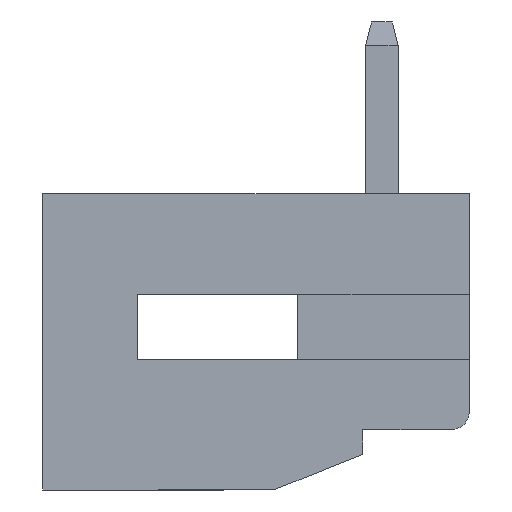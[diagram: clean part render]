
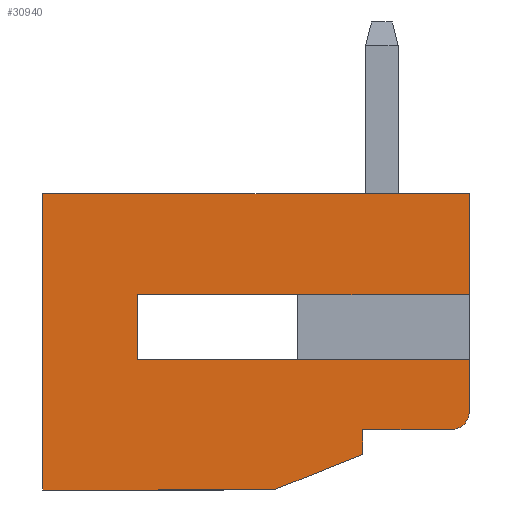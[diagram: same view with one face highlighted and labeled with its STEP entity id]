
A CAD part, left-side view. The second image highlights one B-rep face of the part: STEP entity #30940.
In plain terms, the highlighted planar face has unit normal (-1, 0, 0).
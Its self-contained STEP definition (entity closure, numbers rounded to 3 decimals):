
#1000=CARTESIAN_POINT('',(2.653,1.903,2.5));
#1010=VERTEX_POINT('',#1000);
#1040=CARTESIAN_POINT('',(2.653,1.903,0.));
#1050=DIRECTION('',(0.,0.,-1.));
#1060=VECTOR('',#1050,1.);
#1070=LINE('',#1040,#1060);
#1080=CARTESIAN_POINT('',(2.653,1.903,3.6));
#1090=VERTEX_POINT('',#1080);
#1100=EDGE_CURVE('',#1090,#1010,#1070,.T.);
#17770=CARTESIAN_POINT('',(2.653,-0.397,0.3
));
#17780=VERTEX_POINT('',#17770);
#17810=CARTESIAN_POINT('',(2.653,0.,0.141));
#17820=DIRECTION('',(0.,-0.928,0.371));
#17830=VECTOR('',#17820,1.);
#17840=LINE('',#17810,#17830);
#17850=CARTESIAN_POINT('',(2.653,-1.897,0.9));
#17860=VERTEX_POINT('',#17850);
#17870=EDGE_CURVE('',#17780,#17860,#17840,.T.);
#20260=CARTESIAN_POINT('',(2.653,3.503,0.3));
#20270=VERTEX_POINT('',#20260);
#20300=CARTESIAN_POINT('',(2.653,0.,0.3));
#20310=DIRECTION('',(0.,-1.,0.));
#20320=VECTOR('',#20310,1.);
#20330=LINE('',#20300,#20320);
#20340=EDGE_CURVE('',#20270,#17780,#20330,.T.);
#21760=CARTESIAN_POINT('',(2.653,0.,1.32));
#21770=DIRECTION('',(0.,1.,0.));
#21780=VECTOR('',#21770,1.);
#21790=LINE('',#21760,#21780);
#21800=CARTESIAN_POINT('',(2.653,-3.397,1.32));
#21810=VERTEX_POINT('',#21800);
#21820=CARTESIAN_POINT('',(2.653,-1.897,1.32));
#21830=VERTEX_POINT('',#21820);
#21840=EDGE_CURVE('',#21810,#21830,#21790,.T.);
#24040=CARTESIAN_POINT('',(2.653,-3.697,0.));
#24050=DIRECTION('',(0.,0.,1.));
#24060=VECTOR('',#24050,1.);
#24070=LINE('',#24040,#24060);
#24080=CARTESIAN_POINT('',(2.653,-3.697,3.6));
#24090=VERTEX_POINT('',#24080);
#24100=CARTESIAN_POINT('',(2.653,-3.697,5.3));
#24110=VERTEX_POINT('',#24100);
#24120=EDGE_CURVE('',#24090,#24110,#24070,.T.);
#24340=CARTESIAN_POINT('',(2.653,-3.697,1.62));
#24350=VERTEX_POINT('',#24340);
#24380=CARTESIAN_POINT('',(2.653,-3.697,2.5));
#24390=VERTEX_POINT('',#24380);
#24400=EDGE_CURVE('',#24350,#24390,#24070,.T.);
#28710=CARTESIAN_POINT('',(2.653,0.,2.5));
#28720=DIRECTION('',(0.,1.,0.));
#28730=VECTOR('',#28720,1.);
#28740=LINE('',#28710,#28730);
#28750=EDGE_CURVE('',#24390,#1010,#28740,.T.);
#30420=CARTESIAN_POINT('',(2.653,-3.397,1.62));
#30430=DIRECTION('',(-1.,0.,0.));
#30440=DIRECTION('',(0.,1.,0.));
#30450=AXIS2_PLACEMENT_3D('',#30420,#30430,#30440);
#30460=CIRCLE('',#30450,0.3);
#30470=EDGE_CURVE('',#21810,#24350,#30460,.T.);
#30530=CARTESIAN_POINT('',(2.653,-3.697,-0.2));
#30540=DIRECTION('',(-1.,0.,0.));
#30550=DIRECTION('',(0.,1.,0.));
#30560=AXIS2_PLACEMENT_3D('',#30530,#30540,#30550);
#30570=PLANE('',#30560);
#30580=CARTESIAN_POINT('',(2.653,0.,5.3));
#30590=DIRECTION('',(0.,-1.,0.));
#30600=VECTOR('',#30590,1.);
#30610=LINE('',#30580,#30600);
#30620=CARTESIAN_POINT('',(2.653,3.503,5.3));
#30630=VERTEX_POINT('',#30620);
#30640=EDGE_CURVE('',#30630,#24110,#30610,.T.);
#30650=ORIENTED_EDGE('',*,*,#30640,.F.);
#30660=ORIENTED_EDGE('',*,*,#24120,.T.);
#30670=CARTESIAN_POINT('',(2.653,0.,3.6));
#30680=DIRECTION('',(0.,1.,0.));
#30690=VECTOR('',#30680,1.);
#30700=LINE('',#30670,#30690);
#30710=EDGE_CURVE('',#24090,#1090,#30700,.T.);
#30720=ORIENTED_EDGE('',*,*,#30710,.F.);
#30730=ORIENTED_EDGE('',*,*,#1100,.F.);
#30740=ORIENTED_EDGE('',*,*,#28750,.T.);
#30750=ORIENTED_EDGE('',*,*,#24400,.T.);
#30760=ORIENTED_EDGE('',*,*,#30470,.T.);
#30770=ORIENTED_EDGE('',*,*,#21840,.F.);
#30780=CARTESIAN_POINT('',(2.653,-1.897,0.));
#30790=DIRECTION('',(0.,0.,1.));
#30800=VECTOR('',#30790,1.);
#30810=LINE('',#30780,#30800);
#30820=EDGE_CURVE('',#17860,#21830,#30810,.T.);
#30830=ORIENTED_EDGE('',*,*,#30820,.T.);
#30840=ORIENTED_EDGE('',*,*,#17870,.T.);
#30850=ORIENTED_EDGE('',*,*,#20340,.T.);
#30860=CARTESIAN_POINT('',(2.653,3.503,0.));
#30870=DIRECTION('',(0.,0.,-1.));
#30880=VECTOR('',#30870,1.);
#30890=LINE('',#30860,#30880);
#30900=EDGE_CURVE('',#30630,#20270,#30890,.T.);
#30910=ORIENTED_EDGE('',*,*,#30900,.T.);
#30920=EDGE_LOOP('',(#30910,#30850,#30840,#30830,#30770,#30760,#30750,
#30740,#30730,#30720,#30660,#30650));
#30930=FACE_OUTER_BOUND('',#30920,.T.);
#30940=ADVANCED_FACE('',(#30930),#30570,.T.);
